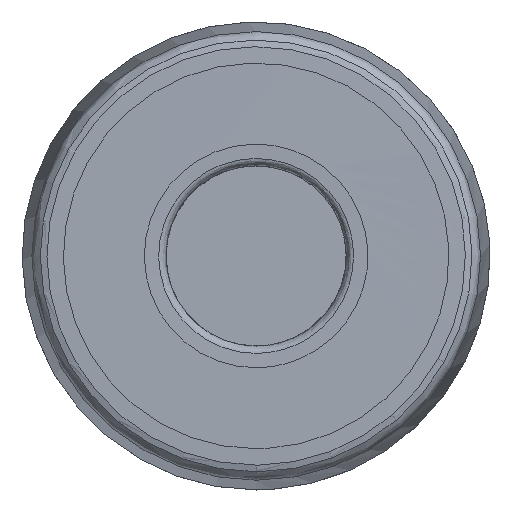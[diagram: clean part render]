
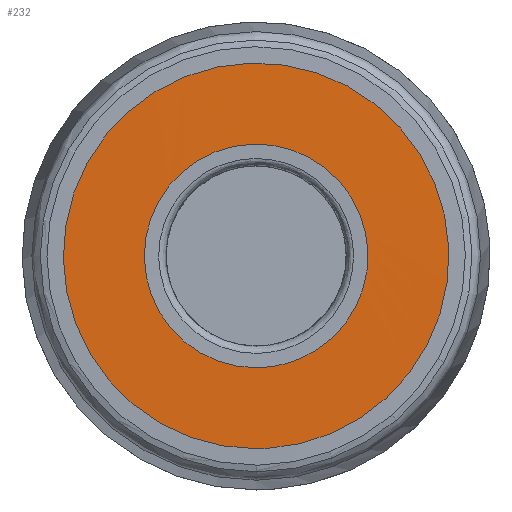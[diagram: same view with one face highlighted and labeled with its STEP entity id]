
A CAD part, left-side view. The second image highlights one B-rep face of the part: STEP entity #232.
In plain terms, the highlighted face is a revolution surface.
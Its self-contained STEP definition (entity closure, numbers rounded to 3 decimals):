
#43=SURFACE_OF_REVOLUTION('',#69,#59);
#59=AXIS1_PLACEMENT('',#759,#657);
#69=LINE('',#758,#79);
#79=VECTOR('',#656,4.713);
#232=ADVANCED_FACE('',(#288,#289),#43,.T.);
#288=FACE_BOUND('',#344,.T.);
#289=FACE_BOUND('',#345,.T.);
#344=EDGE_LOOP('',(#400));
#345=EDGE_LOOP('',(#401));
#400=ORIENTED_EDGE('',*,*,#443,.F.);
#401=ORIENTED_EDGE('',*,*,#457,.T.);
#415=VERTEX_POINT('',#699);
#429=VERTEX_POINT('',#755);
#443=EDGE_CURVE('',#415,#415,#471,.T.);
#457=EDGE_CURVE('',#429,#429,#487,.T.);
#471=CIRCLE('',#515,9.455);
#487=CIRCLE('',#535,5.483);
#515=AXIS2_PLACEMENT_3D('',#698,#590,#591);
#535=AXIS2_PLACEMENT_3D('',#754,#652,#653);
#590=DIRECTION('',(1.,0.,0.));
#591=DIRECTION('',(0.,0.,-1.));
#652=DIRECTION('',(1.,0.,0.));
#653=DIRECTION('',(0.,0.,-1.));
#656=DIRECTION('',(0.005,-0.94,-0.342));
#657=DIRECTION('',(1.,0.,0.));
#698=CARTESIAN_POINT('',(-0.019,0.,0.));
#699=CARTESIAN_POINT('',(-0.019,0.,-9.455));
#754=CARTESIAN_POINT('',(-0.044,0.,0.));
#755=CARTESIAN_POINT('',(-0.044,0.,-5.483));
#758=CARTESIAN_POINT('',(-0.044,-5.004,2.24));
#759=CARTESIAN_POINT('',(30.,0.,0.));
